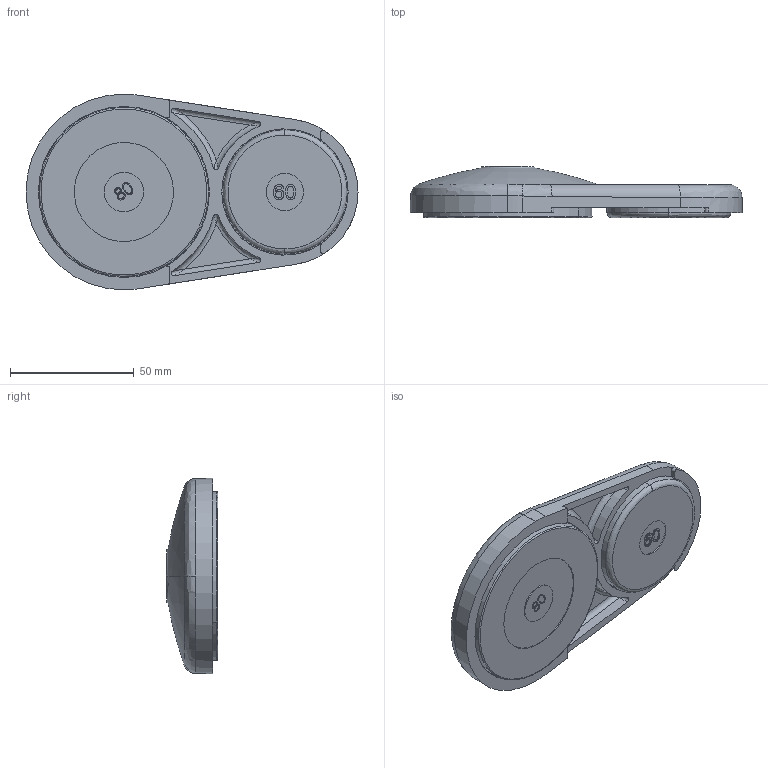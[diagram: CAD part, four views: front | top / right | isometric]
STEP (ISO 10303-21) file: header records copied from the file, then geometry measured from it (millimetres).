
FILE_DESCRIPTION (( 'STEP AP203' ), '1' );
FILE_NAME ('162934.step', '2023-01-11T15:32:49', ( '' ), ( '' ), 'SwSTEP 2.0', 'SolidWorks 2021', '' );
FILE_SCHEMA (( 'CONFIG_CONTROL_DESIGN' ));
Length unit declared in the file: inch
Products named in the file (1): 162934
Bounding box: 134 x 20.8 x 79 mm (x, y, z)
Volume: 107305.9 mm3; surface area: 39920.1 mm2
Topology: 4 solids, 4 shells, 266 faces, 651 edges, 408 vertices
Faces by surface type: bspline 110, cylinder 90, plane 45, cone 21
Entity records: 14574 total; most frequent: CARTESIAN_POINT 8820, ORIENTED_EDGE 1290, DIRECTION 1017, EDGE_CURVE 645, AXIS2_PLACEMENT_3D 410, VERTEX_POINT 408, EDGE_LOOP 293, ADVANCED_FACE 266
